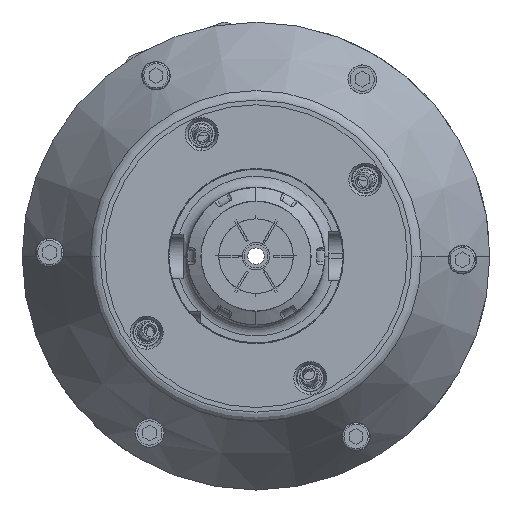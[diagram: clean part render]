
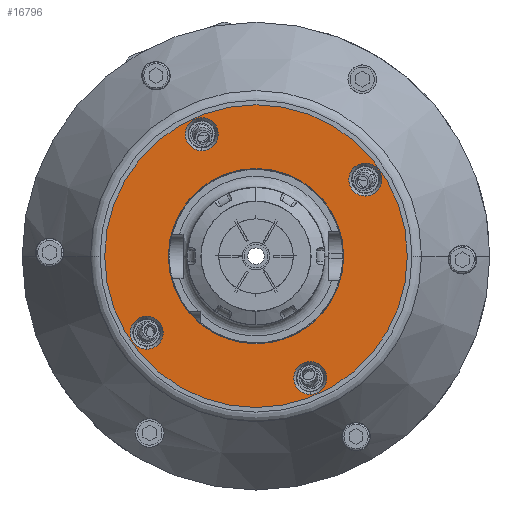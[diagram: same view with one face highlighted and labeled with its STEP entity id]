
A CAD part, left-side view. The second image highlights one B-rep face of the part: STEP entity #16796.
In plain terms, the highlighted planar face has unit normal (-1, 0, 0).
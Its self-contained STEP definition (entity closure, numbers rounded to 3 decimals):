
#14397 = ORIENTED_EDGE ( 'NONE', *, *, #16835, .F. ) ;
#14821 = EDGE_LOOP ( 'NONE', ( #16741, #16844 ) ) ;
#16011 = EDGE_CURVE ( 'NONE', #16903, #16904, #38481, .T. ) ;
#16733 = VERTEX_POINT ( 'NONE', #40508 ) ;
#16741 = ORIENTED_EDGE ( 'NONE', *, *, #16828, .F. ) ;
#16746 = EDGE_LOOP ( 'NONE', ( #16815, #16748 ) ) ;
#16748 = ORIENTED_EDGE ( 'NONE', *, *, #17001, .F. ) ;
#16757 = EDGE_CURVE ( 'NONE', #16996, #16983, #40323, .T. ) ;
#16794 = ORIENTED_EDGE ( 'NONE', *, *, #16813, .F. ) ;
#16795 = ORIENTED_EDGE ( 'NONE', *, *, #17011, .F. ) ;
#16796 = ADVANCED_FACE ( 'NONE', ( #40420, #40416, #40422, #40429, #40427, #40415 ), #40426, .T. ) ;
#16797 = ORIENTED_EDGE ( 'NONE', *, *, #16801, .F. ) ;
#16800 = VERTEX_POINT ( 'NONE', #40408 ) ;
#16801 = EDGE_CURVE ( 'NONE', #16986, #16985, #40430, .T. ) ;
#16813 = EDGE_CURVE ( 'NONE', #16972, #16800, #40284, .T. ) ;
#16815 = ORIENTED_EDGE ( 'NONE', *, *, #16819, .F. ) ;
#16817 = EDGE_LOOP ( 'NONE', ( #16794, #16795 ) ) ;
#16819 = EDGE_CURVE ( 'NONE', #16993, #16999, #40463, .T. ) ;
#16820 = EDGE_LOOP ( 'NONE', ( #16797, #14397 ) ) ;
#16824 = EDGE_CURVE ( 'NONE', #16733, #16837, #40391, .T. ) ;
#16825 = EDGE_CURVE ( 'NONE', #16904, #16903, #40452, .T. ) ;
#16827 = EDGE_LOOP ( 'NONE', ( #16938, #16845 ) ) ;
#16828 = EDGE_CURVE ( 'NONE', #16983, #16996, #40373, .T. ) ;
#16835 = EDGE_CURVE ( 'NONE', #16985, #16986, #40360, .T. ) ;
#16837 = VERTEX_POINT ( 'NONE', #40364 ) ;
#16844 = ORIENTED_EDGE ( 'NONE', *, *, #16757, .F. ) ;
#16845 = ORIENTED_EDGE ( 'NONE', *, *, #16824, .T. ) ;
#16846 = EDGE_LOOP ( 'NONE', ( #16847, #16940 ) ) ;
#16847 = ORIENTED_EDGE ( 'NONE', *, *, #16011, .F. ) ;
#16903 = VERTEX_POINT ( 'NONE', #40956 ) ;
#16904 = VERTEX_POINT ( 'NONE', #40951 ) ;
#16938 = ORIENTED_EDGE ( 'NONE', *, *, #16959, .T. ) ;
#16940 = ORIENTED_EDGE ( 'NONE', *, *, #16825, .F. ) ;
#16959 = EDGE_CURVE ( 'NONE', #16837, #16733, #40906, .T. ) ;
#16972 = VERTEX_POINT ( 'NONE', #40833 ) ;
#16983 = VERTEX_POINT ( 'NONE', #40790 ) ;
#16985 = VERTEX_POINT ( 'NONE', #40782 ) ;
#16986 = VERTEX_POINT ( 'NONE', #40777 ) ;
#16993 = VERTEX_POINT ( 'NONE', #41209 ) ;
#16996 = VERTEX_POINT ( 'NONE', #41044 ) ;
#16999 = VERTEX_POINT ( 'NONE', #41216 ) ;
#17001 = EDGE_CURVE ( 'NONE', #16999, #16993, #41215, .T. ) ;
#17011 = EDGE_CURVE ( 'NONE', #16800, #16972, #41086, .T. ) ;
#38481 = CIRCLE ( 'NONE', #38602, 55. ) ;
#38599 = DIRECTION ( 'NONE',  ( 0., 0., -1. ) ) ;
#38600 = DIRECTION ( 'NONE',  ( 1., 0., 0. ) ) ;
#38601 = CARTESIAN_POINT ( 'NONE',  ( 4., 0., 0. ) ) ;
#38602 = AXIS2_PLACEMENT_3D ( 'NONE', #38601, #38600, #38599 ) ;
#40273 = AXIS2_PLACEMENT_3D ( 'NONE', #40454, #40380, #40379 ) ;
#40280 = DIRECTION ( 'NONE',  ( 0., 0., 1. ) ) ;
#40284 = CIRCLE ( 'NONE', #40399, 6. ) ;
#40312 = DIRECTION ( 'NONE',  ( 0., 0., 1. ) ) ;
#40313 = DIRECTION ( 'NONE',  ( -1., 0., 0. ) ) ;
#40314 = CARTESIAN_POINT ( 'NONE',  ( 4., 19.727, 44.307 ) ) ;
#40322 = AXIS2_PLACEMENT_3D ( 'NONE', #40314, #40313, #40312 ) ;
#40323 = CIRCLE ( 'NONE', #40322, 6. ) ;
#40357 = DIRECTION ( 'NONE',  ( 0., 0., 1. ) ) ;
#40358 = DIRECTION ( 'NONE',  ( -1., 0., 0. ) ) ;
#40359 = AXIS2_PLACEMENT_3D ( 'NONE', #40365, #40358, #40357 ) ;
#40360 = CIRCLE ( 'NONE', #40359, 6. ) ;
#40364 = CARTESIAN_POINT ( 'NONE',  ( 4., 0., -31.85 ) ) ;
#40365 = CARTESIAN_POINT ( 'NONE',  ( 4., -19.727, -44.307 ) ) ;
#40369 = DIRECTION ( 'NONE',  ( 0., 0., 1. ) ) ;
#40370 = DIRECTION ( 'NONE',  ( -1., 0., 0. ) ) ;
#40371 = CARTESIAN_POINT ( 'NONE',  ( 4., 19.727, 44.307 ) ) ;
#40372 = AXIS2_PLACEMENT_3D ( 'NONE', #40371, #40370, #40369 ) ;
#40373 = CIRCLE ( 'NONE', #40372, 6. ) ;
#40376 = DIRECTION ( 'NONE',  ( 0., 0., -1. ) ) ;
#40377 = DIRECTION ( 'NONE',  ( 1., 0., 0. ) ) ;
#40378 = AXIS2_PLACEMENT_3D ( 'NONE', #40389, #40377, #40376 ) ;
#40379 = DIRECTION ( 'NONE',  ( 0., 0., -1. ) ) ;
#40380 = DIRECTION ( 'NONE',  ( 1., 0., 0. ) ) ;
#40389 = CARTESIAN_POINT ( 'NONE',  ( 4., 0., 0. ) ) ;
#40391 = CIRCLE ( 'NONE', #40273, 31.85 ) ;
#40394 = DIRECTION ( 'NONE',  ( 0., 0., 1. ) ) ;
#40395 = DIRECTION ( 'NONE',  ( -1., 0., 0. ) ) ;
#40396 = AXIS2_PLACEMENT_3D ( 'NONE', #40451, #40395, #40394 ) ;
#40397 = DIRECTION ( 'NONE',  ( 0., 0., 1. ) ) ;
#40398 = DIRECTION ( 'NONE',  ( -1., 0., 0. ) ) ;
#40399 = AXIS2_PLACEMENT_3D ( 'NONE', #40453, #40398, #40397 ) ;
#40400 = DIRECTION ( 'NONE',  ( -1., 0., 0. ) ) ;
#40407 = CARTESIAN_POINT ( 'NONE',  ( 4., -19.727, -44.307 ) ) ;
#40408 = CARTESIAN_POINT ( 'NONE',  ( 4., -39.729, 21.818 ) ) ;
#40409 = AXIS2_PLACEMENT_3D ( 'NONE', #40407, #40400, #40280 ) ;
#40410 = AXIS2_PLACEMENT_3D ( 'NONE', #40442, #40433, #40432 ) ;
#40415 = FACE_OUTER_BOUND ( 'NONE', #16846, .T. ) ;
#40416 = FACE_BOUND ( 'NONE', #16817, .T. ) ;
#40420 = FACE_BOUND ( 'NONE', #16746, .T. ) ;
#40422 = FACE_BOUND ( 'NONE', #16820, .T. ) ;
#40426 = PLANE ( 'NONE',  #40410 ) ;
#40427 = FACE_BOUND ( 'NONE', #16827, .T. ) ;
#40429 = FACE_BOUND ( 'NONE', #14821, .T. ) ;
#40430 = CIRCLE ( 'NONE', #40409, 6. ) ;
#40432 = DIRECTION ( 'NONE',  ( 0., 0., 1. ) ) ;
#40433 = DIRECTION ( 'NONE',  ( -1., 0., 0. ) ) ;
#40442 = CARTESIAN_POINT ( 'NONE',  ( 4., 55., 0. ) ) ;
#40451 = CARTESIAN_POINT ( 'NONE',  ( 4., 39.729, -27.818 ) ) ;
#40452 = CIRCLE ( 'NONE', #40378, 55. ) ;
#40453 = CARTESIAN_POINT ( 'NONE',  ( 4., -39.729, 27.818 ) ) ;
#40454 = CARTESIAN_POINT ( 'NONE',  ( 4., 0., 0. ) ) ;
#40463 = CIRCLE ( 'NONE', #40396, 6. ) ;
#40508 = CARTESIAN_POINT ( 'NONE',  ( 4., 0., 31.85 ) ) ;
#40777 = CARTESIAN_POINT ( 'NONE',  ( 4., -19.727, -38.307 ) ) ;
#40782 = CARTESIAN_POINT ( 'NONE',  ( 4., -19.727, -50.307 ) ) ;
#40790 = CARTESIAN_POINT ( 'NONE',  ( 4., 19.727, 50.307 ) ) ;
#40830 = DIRECTION ( 'NONE',  ( 0., 0., -1. ) ) ;
#40831 = DIRECTION ( 'NONE',  ( 1., 0., 0. ) ) ;
#40833 = CARTESIAN_POINT ( 'NONE',  ( 4., -39.729, 33.818 ) ) ;
#40879 = CARTESIAN_POINT ( 'NONE',  ( 4., 0., 0. ) ) ;
#40883 = AXIS2_PLACEMENT_3D ( 'NONE', #40879, #40831, #40830 ) ;
#40906 = CIRCLE ( 'NONE', #40883, 31.85 ) ;
#40951 = CARTESIAN_POINT ( 'NONE',  ( 4., 0., 55. ) ) ;
#40956 = CARTESIAN_POINT ( 'NONE',  ( 4., 0., -55. ) ) ;
#41044 = CARTESIAN_POINT ( 'NONE',  ( 4., 19.727, 38.307 ) ) ;
#41071 = DIRECTION ( 'NONE',  ( 0., 0., 1. ) ) ;
#41078 = DIRECTION ( 'NONE',  ( -1., 0., 0. ) ) ;
#41081 = AXIS2_PLACEMENT_3D ( 'NONE', #41088, #41078, #41071 ) ;
#41086 = CIRCLE ( 'NONE', #41081, 6. ) ;
#41088 = CARTESIAN_POINT ( 'NONE',  ( 4., -39.729, 27.818 ) ) ;
#41098 = DIRECTION ( 'NONE',  ( 0., 0., 1. ) ) ;
#41099 = DIRECTION ( 'NONE',  ( -1., 0., 0. ) ) ;
#41100 = CARTESIAN_POINT ( 'NONE',  ( 4., 39.729, -27.818 ) ) ;
#41101 = AXIS2_PLACEMENT_3D ( 'NONE', #41100, #41099, #41098 ) ;
#41209 = CARTESIAN_POINT ( 'NONE',  ( 4., 39.729, -21.818 ) ) ;
#41215 = CIRCLE ( 'NONE', #41101, 6. ) ;
#41216 = CARTESIAN_POINT ( 'NONE',  ( 4., 39.729, -33.818 ) ) ;
